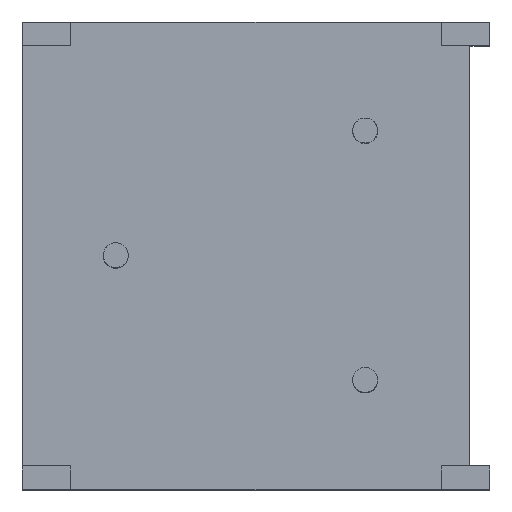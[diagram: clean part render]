
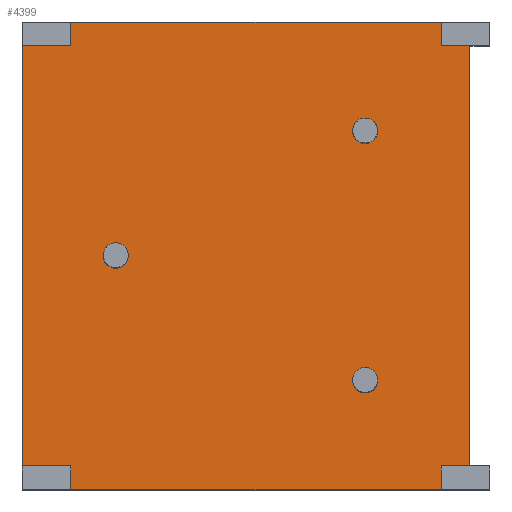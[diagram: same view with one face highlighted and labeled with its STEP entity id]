
A CAD part, top view. The second image highlights one B-rep face of the part: STEP entity #4399.
In plain terms, the highlighted free-form (B-spline) face has degree [1, 1] with [2, 2] control points.
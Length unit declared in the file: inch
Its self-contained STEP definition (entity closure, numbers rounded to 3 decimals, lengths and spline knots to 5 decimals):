
#16=DIRECTION('',(-1.,0.,0.));
#17=VECTOR('',#16,0.023);
#18=CARTESIAN_POINT('',(0.174,-0.1685,0.));
#19=LINE('',#18,#17);
#24=DIRECTION('',(0.,1.,0.));
#25=VECTOR('',#24,0.019);
#26=CARTESIAN_POINT('',(0.151,-0.1875,0.));
#27=LINE('',#26,#25);
#31=DIRECTION('',(0.,1.,0.));
#32=VECTOR('',#31,0.019);
#33=CARTESIAN_POINT('',(-0.146,-0.1875,0.));
#34=LINE('',#33,#32);
#38=DIRECTION('',(1.,0.,0.));
#39=VECTOR('',#38,0.039);
#40=CARTESIAN_POINT('',(-0.185,-0.1685,0.));
#41=LINE('',#40,#39);
#45=DIRECTION('',(0.,1.,0.));
#46=VECTOR('',#45,0.337);
#47=CARTESIAN_POINT('',(-0.185,-0.1685,0.));
#48=LINE('',#47,#46);
#52=DIRECTION('',(1.,0.,0.));
#53=VECTOR('',#52,0.039);
#54=CARTESIAN_POINT('',(-0.185,0.1685,0.));
#55=LINE('',#54,#53);
#59=DIRECTION('',(0.,-1.,0.));
#60=VECTOR('',#59,0.019);
#61=CARTESIAN_POINT('',(-0.146,0.1875,0.));
#62=LINE('',#61,#60);
#66=DIRECTION('',(0.,-1.,0.));
#67=VECTOR('',#66,0.019);
#68=CARTESIAN_POINT('',(0.151,0.1875,0.));
#69=LINE('',#68,#67);
#73=DIRECTION('',(-1.,0.,0.));
#74=VECTOR('',#73,0.023);
#75=CARTESIAN_POINT('',(0.174,0.1685,0.));
#76=LINE('',#75,#74);
#80=CARTESIAN_POINT('',(0.09,-0.1,0.));
#81=DIRECTION('',(0.,0.,1.));
#82=DIRECTION('',(0.,1.,0.));
#83=AXIS2_PLACEMENT_3D('',#80,#81,#82);
#88=CARTESIAN_POINT('',(0.09,-0.1,0.));
#89=DIRECTION('',(0.,0.,1.));
#90=DIRECTION('',(0.,-1.,0.));
#91=AXIS2_PLACEMENT_3D('',#88,#89,#90);
#96=CARTESIAN_POINT('',(0.09,0.1,0.));
#97=DIRECTION('',(0.,0.,1.));
#98=DIRECTION('',(0.,1.,0.));
#99=AXIS2_PLACEMENT_3D('',#96,#97,#98);
#104=CARTESIAN_POINT('',(0.09,0.1,0.));
#105=DIRECTION('',(0.,0.,1.));
#106=DIRECTION('',(0.,-1.,0.));
#107=AXIS2_PLACEMENT_3D('',#104,#105,#106);
#112=CARTESIAN_POINT('',(-0.11,0.,0.));
#113=DIRECTION('',(0.,0.,1.));
#114=DIRECTION('',(0.,1.,0.));
#115=AXIS2_PLACEMENT_3D('',#112,#113,#114);
#120=CARTESIAN_POINT('',(-0.11,0.,0.));
#121=DIRECTION('',(0.,0.,1.));
#122=DIRECTION('',(0.,-1.,0.));
#123=AXIS2_PLACEMENT_3D('',#120,#121,#122);
#128=DIRECTION('',(0.,1.,0.));
#129=VECTOR('',#128,0.337);
#130=CARTESIAN_POINT('',(0.174,-0.1685,0.));
#131=LINE('',#130,#129);
#170=DIRECTION('',(-1.,0.,0.));
#171=VECTOR('',#170,0.297);
#172=CARTESIAN_POINT('',(0.151,0.1875,0.));
#173=LINE('',#172,#171);
#240=DIRECTION('',(1.,0.,0.));
#241=VECTOR('',#240,0.297);
#242=CARTESIAN_POINT('',(-0.146,-0.1875,0.));
#243=LINE('',#242,#241);
#3738=CARTESIAN_POINT('',(0.151,0.1875,0.));
#3739=CARTESIAN_POINT('',(0.151,0.1685,0.));
#3740=VERTEX_POINT('',#3738);
#3741=VERTEX_POINT('',#3739);
#3742=CARTESIAN_POINT('',(0.174,0.1685,0.));
#3743=VERTEX_POINT('',#3742);
#3744=CARTESIAN_POINT('',(-0.146,0.1875,0.));
#3745=CARTESIAN_POINT('',(-0.146,0.1685,0.));
#3746=VERTEX_POINT('',#3744);
#3747=VERTEX_POINT('',#3745);
#3748=CARTESIAN_POINT('',(-0.185,0.1685,0.));
#3749=VERTEX_POINT('',#3748);
#3750=CARTESIAN_POINT('',(-0.146,-0.1875,0.));
#3751=CARTESIAN_POINT('',(-0.146,-0.1685,0.));
#3752=VERTEX_POINT('',#3750);
#3753=VERTEX_POINT('',#3751);
#3754=CARTESIAN_POINT('',(-0.185,-0.1685,0.));
#3755=VERTEX_POINT('',#3754);
#3756=CARTESIAN_POINT('',(0.151,-0.1875,0.));
#3757=CARTESIAN_POINT('',(0.151,-0.1685,0.));
#3758=VERTEX_POINT('',#3756);
#3759=VERTEX_POINT('',#3757);
#3760=CARTESIAN_POINT('',(0.174,-0.1685,0.));
#3761=VERTEX_POINT('',#3760);
#4338=CARTESIAN_POINT('',(0.09,-0.09,0.));
#4339=CARTESIAN_POINT('',(0.09,-0.11,0.));
#4340=VERTEX_POINT('',#4338);
#4341=VERTEX_POINT('',#4339);
#4342=CARTESIAN_POINT('',(0.09,0.11,0.));
#4343=CARTESIAN_POINT('',(0.09,0.09,0.));
#4344=VERTEX_POINT('',#4342);
#4345=VERTEX_POINT('',#4343);
#4346=CARTESIAN_POINT('',(-0.11,0.01,0.));
#4347=CARTESIAN_POINT('',(-0.11,-0.01,0.));
#4348=VERTEX_POINT('',#4346);
#4349=VERTEX_POINT('',#4347);
#4350=CARTESIAN_POINT('',(-0.19218,0.195,0.));
#4351=CARTESIAN_POINT('',(-0.19218,-0.195,0.));
#4352=CARTESIAN_POINT('',(0.18118,0.195,0.));
#4353=CARTESIAN_POINT('',(0.18118,-0.195,0.));
#4354=B_SPLINE_SURFACE_WITH_KNOTS('',1,1,((#4350,#4351),(#4352,#4353)),
.UNSPECIFIED.,.F.,.F.,.F.,(2,2),(2,2),(-0.19218,0.18118),(-0.195,0.195),
.UNSPECIFIED.);
#4356=ORIENTED_EDGE('',*,*,#4355,.F.);
#4358=ORIENTED_EDGE('',*,*,#4357,.T.);
#4360=ORIENTED_EDGE('',*,*,#4359,.F.);
#4362=ORIENTED_EDGE('',*,*,#4361,.F.);
#4364=ORIENTED_EDGE('',*,*,#4363,.T.);
#4366=ORIENTED_EDGE('',*,*,#4365,.F.);
#4368=ORIENTED_EDGE('',*,*,#4367,.T.);
#4370=ORIENTED_EDGE('',*,*,#4369,.T.);
#4372=ORIENTED_EDGE('',*,*,#4371,.F.);
#4374=ORIENTED_EDGE('',*,*,#4373,.F.);
#4376=ORIENTED_EDGE('',*,*,#4375,.T.);
#4378=ORIENTED_EDGE('',*,*,#4377,.F.);
#4379=EDGE_LOOP('',(#4356,#4358,#4360,#4362,#4364,#4366,#4368,#4370,#4372,#4374,
#4376,#4378));
#4380=FACE_OUTER_BOUND('',#4379,.F.);
#4382=ORIENTED_EDGE('',*,*,#4381,.T.);
#4384=ORIENTED_EDGE('',*,*,#4383,.T.);
#4385=EDGE_LOOP('',(#4382,#4384));
#4386=FACE_BOUND('',#4385,.F.);
#4388=ORIENTED_EDGE('',*,*,#4387,.T.);
#4390=ORIENTED_EDGE('',*,*,#4389,.T.);
#4391=EDGE_LOOP('',(#4388,#4390));
#4392=FACE_BOUND('',#4391,.F.);
#4394=ORIENTED_EDGE('',*,*,#4393,.T.);
#4396=ORIENTED_EDGE('',*,*,#4395,.T.);
#4397=EDGE_LOOP('',(#4394,#4396));
#4398=FACE_BOUND('',#4397,.F.);
#4399=ADVANCED_FACE('',(#4380,#4386,#4392,#4398),#4354,.F.);
#84=CIRCLE('',#83,0.01);
#92=CIRCLE('',#91,0.01);
#100=CIRCLE('',#99,0.01);
#108=CIRCLE('',#107,0.01);
#116=CIRCLE('',#115,0.01);
#124=CIRCLE('',#123,0.01);
#4355=EDGE_CURVE('',#3761,#3743,#131,.T.);
#4357=EDGE_CURVE('',#3761,#3759,#19,.T.);
#4359=EDGE_CURVE('',#3758,#3759,#27,.T.);
#4361=EDGE_CURVE('',#3752,#3758,#243,.T.);
#4363=EDGE_CURVE('',#3752,#3753,#34,.T.);
#4365=EDGE_CURVE('',#3755,#3753,#41,.T.);
#4367=EDGE_CURVE('',#3755,#3749,#48,.T.);
#4369=EDGE_CURVE('',#3749,#3747,#55,.T.);
#4371=EDGE_CURVE('',#3746,#3747,#62,.T.);
#4373=EDGE_CURVE('',#3740,#3746,#173,.T.);
#4375=EDGE_CURVE('',#3740,#3741,#69,.T.);
#4377=EDGE_CURVE('',#3743,#3741,#76,.T.);
#4381=EDGE_CURVE('',#4340,#4341,#84,.T.);
#4383=EDGE_CURVE('',#4341,#4340,#92,.T.);
#4387=EDGE_CURVE('',#4344,#4345,#100,.T.);
#4389=EDGE_CURVE('',#4345,#4344,#108,.T.);
#4393=EDGE_CURVE('',#4348,#4349,#116,.T.);
#4395=EDGE_CURVE('',#4349,#4348,#124,.T.);
